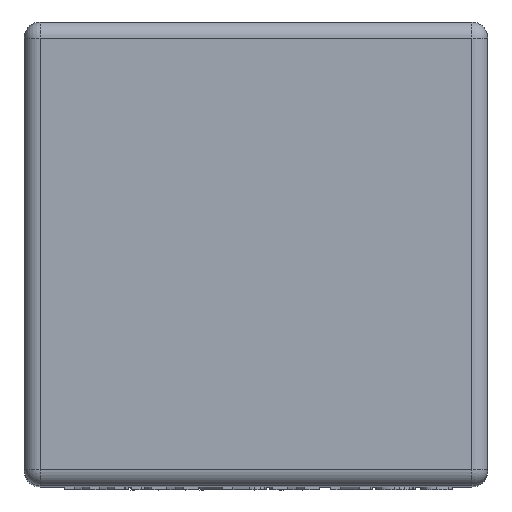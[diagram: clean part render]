
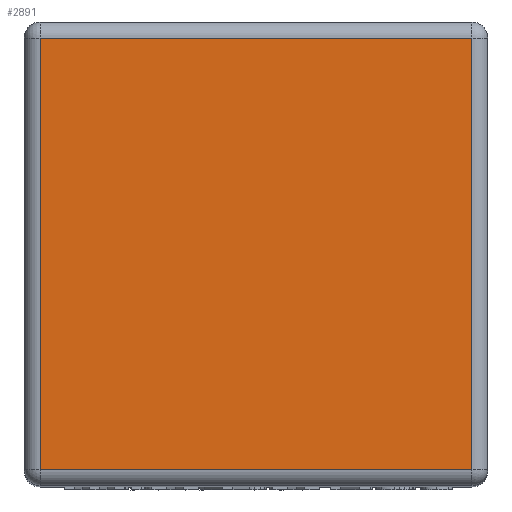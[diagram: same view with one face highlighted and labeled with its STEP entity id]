
A CAD part, top view. The second image highlights one B-rep face of the part: STEP entity #2891.
In plain terms, the highlighted planar face has unit normal (0, 0, 1).
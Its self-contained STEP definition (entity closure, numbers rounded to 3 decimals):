
#193 = VERTEX_POINT('',#194);
#194 = CARTESIAN_POINT('',(-3.35,3.35,13.));
#201 = EDGE_CURVE('',#193,#202,#204,.T.);
#202 = VERTEX_POINT('',#203);
#203 = CARTESIAN_POINT('',(-3.35,-3.35,13.));
#204 = LINE('',#205,#206);
#205 = CARTESIAN_POINT('',(-3.35,3.6,13.));
#206 = VECTOR('',#207,1.);
#207 = DIRECTION('',(0.,-1.,0.));
#2891 = ADVANCED_FACE('',(#2892),#2917,.T.);
#2892 = FACE_BOUND('',#2893,.T.);
#2893 = EDGE_LOOP('',(#2894,#2902,#2910,#2916));
#2894 = ORIENTED_EDGE('',*,*,#2895,.T.);
#2895 = EDGE_CURVE('',#202,#2896,#2898,.T.);
#2896 = VERTEX_POINT('',#2897);
#2897 = CARTESIAN_POINT('',(3.35,-3.35,13.));
#2898 = LINE('',#2899,#2900);
#2899 = CARTESIAN_POINT('',(-3.6,-3.35,13.));
#2900 = VECTOR('',#2901,1.);
#2901 = DIRECTION('',(1.,0.,0.));
#2902 = ORIENTED_EDGE('',*,*,#2903,.F.);
#2903 = EDGE_CURVE('',#2904,#2896,#2906,.T.);
#2904 = VERTEX_POINT('',#2905);
#2905 = CARTESIAN_POINT('',(3.35,3.35,13.));
#2906 = LINE('',#2907,#2908);
#2907 = CARTESIAN_POINT('',(3.35,3.6,13.));
#2908 = VECTOR('',#2909,1.);
#2909 = DIRECTION('',(0.,-1.,0.));
#2910 = ORIENTED_EDGE('',*,*,#2911,.F.);
#2911 = EDGE_CURVE('',#193,#2904,#2912,.T.);
#2912 = LINE('',#2913,#2914);
#2913 = CARTESIAN_POINT('',(-3.6,3.35,13.));
#2914 = VECTOR('',#2915,1.);
#2915 = DIRECTION('',(1.,0.,0.));
#2916 = ORIENTED_EDGE('',*,*,#201,.T.);
#2917 = PLANE('',#2918);
#2918 = AXIS2_PLACEMENT_3D('',#2919,#2920,#2921);
#2919 = CARTESIAN_POINT('',(-3.6,3.6,13.));
#2920 = DIRECTION('',(0.,0.,1.));
#2921 = DIRECTION('',(1.,0.,0.));
